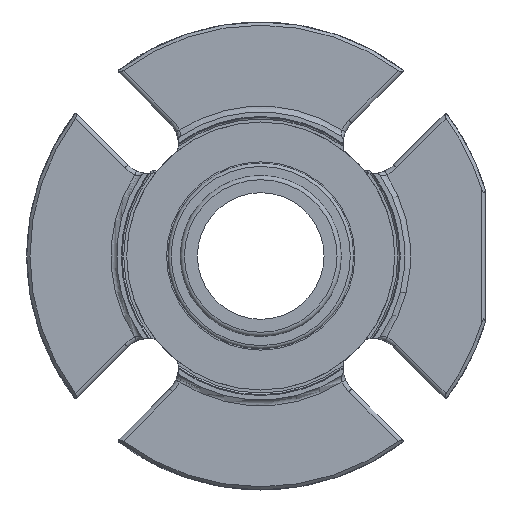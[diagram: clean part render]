
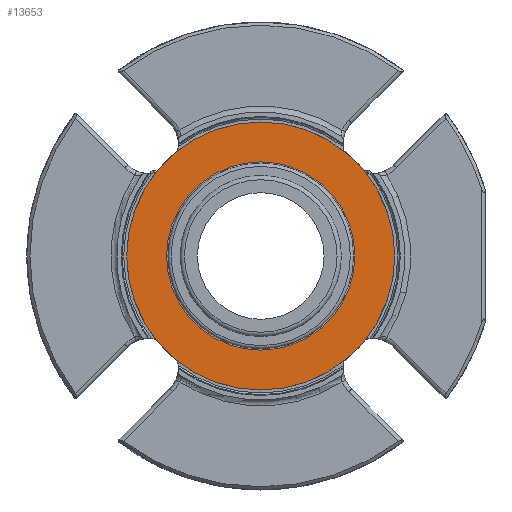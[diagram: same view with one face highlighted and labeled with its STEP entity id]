
A CAD part, left-side view. The second image highlights one B-rep face of the part: STEP entity #13653.
In plain terms, the highlighted planar face has unit normal (-1, 0, 0).
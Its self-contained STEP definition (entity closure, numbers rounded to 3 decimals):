
#1875=PLANE('',#14636);
#4648=ORIENTED_EDGE('',*,*,#6073,.T.);
#4649=ORIENTED_EDGE('',*,*,#6078,.F.);
#6073=EDGE_CURVE('',#6989,#6989,#7461,.T.);
#6078=EDGE_CURVE('',#6990,#6990,#7466,.F.);
#6989=VERTEX_POINT('',#24231);
#6990=VERTEX_POINT('',#24238);
#7461=CIRCLE('',#14631,31.75);
#7466=CIRCLE('',#14637,22.301);
#8122=EDGE_LOOP('',(#4648));
#8123=EDGE_LOOP('',(#4649));
#8802=FACE_BOUND('',#8122,.T.);
#8803=FACE_BOUND('',#8123,.T.);
#13653=ADVANCED_FACE('',(#8802,#8803),#1875,.F.);
#14631=AXIS2_PLACEMENT_3D('',#24230,#17085,#17086);
#14636=AXIS2_PLACEMENT_3D('',#24236,#17095,#17096);
#14637=AXIS2_PLACEMENT_3D('',#24237,#17097,#17098);
#17085=DIRECTION('',(-1.,0.,0.));
#17086=DIRECTION('',(0.,0.,-1.));
#17095=DIRECTION('',(1.,0.,0.));
#17096=DIRECTION('',(0.,0.,1.));
#17097=DIRECTION('',(1.,0.,0.));
#17098=DIRECTION('',(0.,1.,0.));
#24230=CARTESIAN_POINT('',(-0.483,0.,0.));
#24231=CARTESIAN_POINT('',(-0.483,0.,-31.75));
#24236=CARTESIAN_POINT('',(-0.483,0.,-31.75));
#24237=CARTESIAN_POINT('',(-0.483,0.,0.));
#24238=CARTESIAN_POINT('',(-0.483,22.301,0.));
